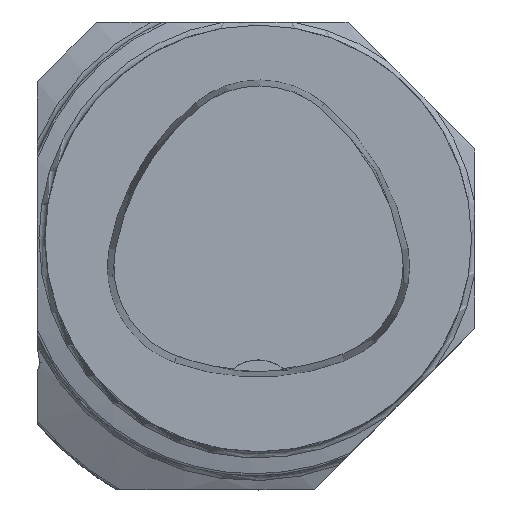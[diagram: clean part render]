
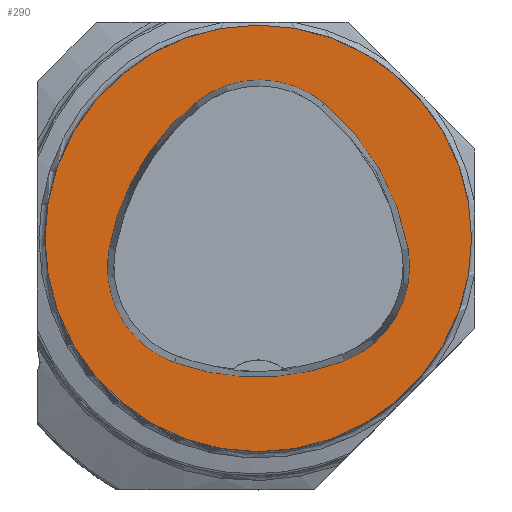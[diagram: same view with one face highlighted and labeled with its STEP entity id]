
A CAD part, top view. The second image highlights one B-rep face of the part: STEP entity #290.
In plain terms, the highlighted planar face has unit normal (0, 0, 1).
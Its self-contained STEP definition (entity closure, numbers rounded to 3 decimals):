
#290=ADVANCED_FACE('',(#619,#620),#352,.T.);
#352=PLANE('',#1778);
#619=FACE_BOUND('',#723,.T.);
#620=FACE_BOUND('',#724,.T.);
#723=EDGE_LOOP('',(#1136,#1137,#1138,#1139,#1140,#1141));
#724=EDGE_LOOP('',(#1142));
#1136=ORIENTED_EDGE('',*,*,#1551,.T.);
#1137=ORIENTED_EDGE('',*,*,#1531,.T.);
#1138=ORIENTED_EDGE('',*,*,#1535,.T.);
#1139=ORIENTED_EDGE('',*,*,#1538,.T.);
#1140=ORIENTED_EDGE('',*,*,#1541,.T.);
#1141=ORIENTED_EDGE('',*,*,#1549,.T.);
#1142=ORIENTED_EDGE('',*,*,#1493,.F.);
#1308=VERTEX_POINT('',#2797);
#1326=VERTEX_POINT('',#2968);
#1327=VERTEX_POINT('',#2969);
#1330=VERTEX_POINT('',#2977);
#1332=VERTEX_POINT('',#2983);
#1334=VERTEX_POINT('',#2989);
#1341=VERTEX_POINT('',#3010);
#1493=EDGE_CURVE('',#1308,#1308,#1589,.T.);
#1531=EDGE_CURVE('',#1326,#1327,#1594,.T.);
#1535=EDGE_CURVE('',#1327,#1330,#1596,.T.);
#1538=EDGE_CURVE('',#1330,#1332,#1598,.T.);
#1541=EDGE_CURVE('',#1332,#1334,#1600,.T.);
#1549=EDGE_CURVE('',#1334,#1341,#1604,.T.);
#1551=EDGE_CURVE('',#1341,#1326,#1606,.T.);
#1589=CIRCLE('',#1714,31.5);
#1594=CIRCLE('',#1756,36.);
#1596=CIRCLE('',#1759,15.);
#1598=CIRCLE('',#1762,36.);
#1600=CIRCLE('',#1765,15.);
#1604=CIRCLE('',#1770,36.);
#1606=CIRCLE('',#1773,15.);
#1714=AXIS2_PLACEMENT_3D('',#2796,#2022,#2023);
#1756=AXIS2_PLACEMENT_3D('',#2967,#2128,#2129);
#1759=AXIS2_PLACEMENT_3D('',#2976,#2136,#2137);
#1762=AXIS2_PLACEMENT_3D('',#2982,#2143,#2144);
#1765=AXIS2_PLACEMENT_3D('',#2988,#2150,#2151);
#1770=AXIS2_PLACEMENT_3D('',#3011,#2162,#2163);
#1773=AXIS2_PLACEMENT_3D('',#3014,#2168,#2169);
#1778=AXIS2_PLACEMENT_3D('',#3019,#2178,#2179);
#2022=DIRECTION('',(0.,0.,-1.));
#2023=DIRECTION('',(-1.,0.,0.));
#2128=DIRECTION('',(0.,0.,-1.));
#2129=DIRECTION('',(-1.,0.,0.));
#2136=DIRECTION('',(0.,0.,-1.));
#2137=DIRECTION('',(-1.,0.,0.));
#2143=DIRECTION('',(0.,0.,-1.));
#2144=DIRECTION('',(-1.,0.,0.));
#2150=DIRECTION('',(0.,0.,-1.));
#2151=DIRECTION('',(-1.,0.,0.));
#2162=DIRECTION('',(0.,0.,-1.));
#2163=DIRECTION('',(-1.,0.,0.));
#2168=DIRECTION('',(0.,0.,-1.));
#2169=DIRECTION('',(-1.,0.,0.));
#2178=DIRECTION('',(0.,0.,1.));
#2179=DIRECTION('',(1.,0.,0.));
#2796=CARTESIAN_POINT('',(0.,0.,0.));
#2797=CARTESIAN_POINT('',(-31.5,0.,0.));
#2967=CARTESIAN_POINT('',(13.398,-7.893,0.));
#2968=CARTESIAN_POINT('',(-22.041,-1.562,0.));
#2969=CARTESIAN_POINT('',(-9.317,20.036,0.));
#2976=CARTESIAN_POINT('',(0.148,8.399,0.));
#2977=CARTESIAN_POINT('',(9.779,19.898,0.));
#2982=CARTESIAN_POINT('',(-13.337,-7.7,0.));
#2983=CARTESIAN_POINT('',(22.122,-1.48,0.));
#2988=CARTESIAN_POINT('',(7.347,-4.071,0.));
#2989=CARTESIAN_POINT('',(12.693,-18.087,0.));
#3010=CARTESIAN_POINT('',(-12.373,-18.307,0.));
#3011=CARTESIAN_POINT('',(-0.137,15.55,0.));
#3014=CARTESIAN_POINT('',(-7.275,-4.2,0.));
#3019=CARTESIAN_POINT('',(0.,0.,0.));
